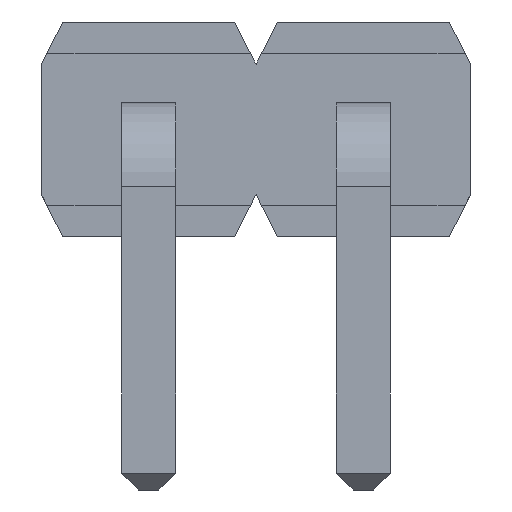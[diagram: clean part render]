
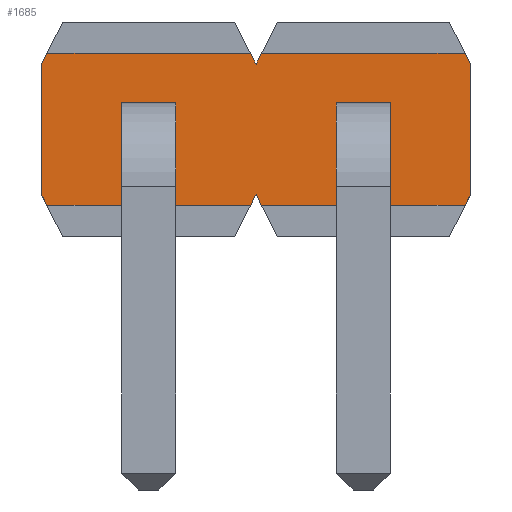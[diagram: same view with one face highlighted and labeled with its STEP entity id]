
A CAD part, left-side view. The second image highlights one B-rep face of the part: STEP entity #1685.
In plain terms, the highlighted face is planar.
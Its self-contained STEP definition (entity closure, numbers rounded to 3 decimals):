
#136=ORIENTED_EDGE('',*,*,#440,.T.);
#137=ORIENTED_EDGE('',*,*,#441,.T.);
#138=ORIENTED_EDGE('',*,*,#442,.T.);
#139=ORIENTED_EDGE('',*,*,#443,.T.);
#140=ORIENTED_EDGE('',*,*,#423,.T.);
#141=ORIENTED_EDGE('',*,*,#414,.T.);
#142=ORIENTED_EDGE('',*,*,#388,.F.);
#143=ORIENTED_EDGE('',*,*,#428,.T.);
#144=ORIENTED_EDGE('',*,*,#444,.F.);
#145=ORIENTED_EDGE('',*,*,#403,.T.);
#146=ORIENTED_EDGE('',*,*,#386,.T.);
#147=ORIENTED_EDGE('',*,*,#395,.T.);
#148=ORIENTED_EDGE('',*,*,#400,.T.);
#149=ORIENTED_EDGE('',*,*,#382,.T.);
#150=ORIENTED_EDGE('',*,*,#391,.T.);
#151=ORIENTED_EDGE('',*,*,#438,.F.);
#152=ORIENTED_EDGE('',*,*,#409,.T.);
#153=ORIENTED_EDGE('',*,*,#434,.F.);
#154=ORIENTED_EDGE('',*,*,#445,.T.);
#155=ORIENTED_EDGE('',*,*,#446,.T.);
#156=ORIENTED_EDGE('',*,*,#447,.T.);
#157=ORIENTED_EDGE('',*,*,#448,.T.);
#382=EDGE_CURVE('',#550,#551,#660,.T.);
#386=EDGE_CURVE('',#552,#555,#664,.T.);
#388=EDGE_CURVE('',#557,#558,#666,.T.);
#391=EDGE_CURVE('',#551,#560,#669,.T.);
#395=EDGE_CURVE('',#555,#563,#673,.T.);
#400=EDGE_CURVE('',#563,#550,#678,.T.);
#403=EDGE_CURVE('',#568,#552,#681,.T.);
#409=EDGE_CURVE('',#574,#572,#687,.T.);
#414=EDGE_CURVE('',#578,#558,#692,.T.);
#423=EDGE_CURVE('',#583,#578,#701,.T.);
#428=EDGE_CURVE('',#557,#589,#706,.T.);
#434=EDGE_CURVE('',#583,#572,#712,.T.);
#438=EDGE_CURVE('',#574,#560,#716,.T.);
#440=EDGE_CURVE('',#590,#591,#718,.T.);
#441=EDGE_CURVE('',#591,#592,#719,.T.);
#442=EDGE_CURVE('',#592,#593,#720,.T.);
#443=EDGE_CURVE('',#593,#590,#721,.T.);
#444=EDGE_CURVE('',#568,#589,#722,.T.);
#445=EDGE_CURVE('',#594,#595,#723,.T.);
#446=EDGE_CURVE('',#595,#596,#724,.T.);
#447=EDGE_CURVE('',#596,#597,#725,.T.);
#448=EDGE_CURVE('',#597,#594,#726,.T.);
#550=VERTEX_POINT('',#2146);
#551=VERTEX_POINT('',#2148);
#552=VERTEX_POINT('',#2152);
#555=VERTEX_POINT('',#2157);
#557=VERTEX_POINT('',#2162);
#558=VERTEX_POINT('',#2164);
#560=VERTEX_POINT('',#2170);
#563=VERTEX_POINT('',#2178);
#568=VERTEX_POINT('',#2193);
#572=VERTEX_POINT('',#2203);
#574=VERTEX_POINT('',#2206);
#578=VERTEX_POINT('',#2216);
#583=VERTEX_POINT('',#2227);
#589=VERTEX_POINT('',#2242);
#590=VERTEX_POINT('',#2266);
#591=VERTEX_POINT('',#2267);
#592=VERTEX_POINT('',#2269);
#593=VERTEX_POINT('',#2271);
#594=VERTEX_POINT('',#2275);
#595=VERTEX_POINT('',#2276);
#596=VERTEX_POINT('',#2278);
#597=VERTEX_POINT('',#2280);
#660=LINE('',#2149,#822);
#664=LINE('',#2158,#826);
#666=LINE('',#2163,#828);
#669=LINE('',#2169,#831);
#673=LINE('',#2177,#835);
#678=LINE('',#2187,#840);
#681=LINE('',#2192,#843);
#687=LINE('',#2205,#849);
#692=LINE('',#2215,#854);
#701=LINE('',#2233,#863);
#706=LINE('',#2243,#868);
#712=LINE('',#2253,#874);
#716=LINE('',#2262,#878);
#718=LINE('',#2265,#880);
#719=LINE('',#2268,#881);
#720=LINE('',#2270,#882);
#721=LINE('',#2272,#883);
#722=LINE('',#2273,#884);
#723=LINE('',#2274,#885);
#724=LINE('',#2277,#886);
#725=LINE('',#2279,#887);
#726=LINE('',#2281,#888);
#822=VECTOR('',#1828,1000.);
#826=VECTOR('',#1834,1000.);
#828=VECTOR('',#1838,1000.);
#831=VECTOR('',#1843,1000.);
#835=VECTOR('',#1849,1000.);
#840=VECTOR('',#1856,1000.);
#843=VECTOR('',#1861,1000.);
#849=VECTOR('',#1869,1000.);
#854=VECTOR('',#1876,1000.);
#863=VECTOR('',#1887,1000.);
#868=VECTOR('',#1894,1000.);
#874=VECTOR('',#1908,1000.);
#878=VECTOR('',#1922,1000.);
#880=VECTOR('',#1926,1000.);
#881=VECTOR('',#1927,1000.);
#882=VECTOR('',#1928,1000.);
#883=VECTOR('',#1929,1000.);
#884=VECTOR('',#1930,1000.);
#885=VECTOR('',#1931,1000.);
#886=VECTOR('',#1932,1000.);
#887=VECTOR('',#1933,1000.);
#888=VECTOR('',#1934,1000.);
#999=EDGE_LOOP('',(#136,#137,#138,#139));
#1000=EDGE_LOOP('',(#140,#141,#142,#143,#144,#145,#146,#147,#148,#149,#150,
#151,#152,#153));
#1001=EDGE_LOOP('',(#154,#155,#156,#157));
#1071=FACE_BOUND('',#999,.T.);
#1072=FACE_BOUND('',#1000,.T.);
#1073=FACE_BOUND('',#1001,.T.);
#1143=PLANE('',#1760);
#1685=ADVANCED_FACE('',(#1071,#1072,#1073),#1143,.T.);
#1760=AXIS2_PLACEMENT_3D('',#2264,#1924,#1925);
#1828=DIRECTION('',(1.,0.,0.));
#1834=DIRECTION('',(1.,0.,0.));
#1838=DIRECTION('',(1.,0.,0.));
#1843=DIRECTION('',(0.447,-0.894,0.));
#1849=DIRECTION('',(0.447,-0.894,0.));
#1856=DIRECTION('',(0.447,0.894,0.));
#1861=DIRECTION('',(0.447,0.894,0.));
#1869=DIRECTION('',(-0.447,-0.894,0.));
#1876=DIRECTION('',(-0.447,-0.894,0.));
#1887=DIRECTION('',(-0.447,0.894,0.));
#1894=DIRECTION('',(-0.447,0.894,0.));
#1908=DIRECTION('',(1.,0.,0.));
#1922=DIRECTION('',(0.,1.,0.));
#1924=DIRECTION('',(0.,0.,-1.));
#1925=DIRECTION('',(0.,1.,0.));
#1926=DIRECTION('',(-1.,0.,0.));
#1927=DIRECTION('',(0.,-1.,0.));
#1928=DIRECTION('',(1.,0.,0.));
#1929=DIRECTION('',(0.,1.,0.));
#1930=DIRECTION('',(0.,-1.,0.));
#1931=DIRECTION('',(-1.,0.,0.));
#1932=DIRECTION('',(0.,-1.,0.));
#1933=DIRECTION('',(1.,0.,0.));
#1934=DIRECTION('',(0.,1.,0.));
#2146=CARTESIAN_POINT('',(0.065,0.9,-0.77));
#2148=CARTESIAN_POINT('',(2.475,0.9,-0.77));
#2149=CARTESIAN_POINT('',(-3.682,0.9,-0.77));
#2152=CARTESIAN_POINT('',(-2.475,0.9,-0.77));
#2157=CARTESIAN_POINT('',(-0.065,0.9,-0.77));
#2158=CARTESIAN_POINT('',(-3.682,0.9,-0.77));
#2162=CARTESIAN_POINT('',(-2.475,-0.9,-0.77));
#2163=CARTESIAN_POINT('',(-3.682,-0.9,-0.77));
#2164=CARTESIAN_POINT('',(-0.065,-0.9,-0.77));
#2169=CARTESIAN_POINT('',(2.29,1.27,-0.77));
#2170=CARTESIAN_POINT('',(2.54,0.77,-0.77));
#2177=CARTESIAN_POINT('',(-0.25,1.27,-0.77));
#2178=CARTESIAN_POINT('',(0.,0.77,-0.77));
#2187=CARTESIAN_POINT('',(0.,0.77,-0.77));
#2192=CARTESIAN_POINT('',(-2.54,0.77,-0.77));
#2193=CARTESIAN_POINT('',(-2.54,0.77,-0.77));
#2203=CARTESIAN_POINT('',(2.475,-0.9,-0.77));
#2205=CARTESIAN_POINT('',(2.54,-0.77,-0.77));
#2206=CARTESIAN_POINT('',(2.54,-0.77,-0.77));
#2215=CARTESIAN_POINT('',(0.,-0.77,-0.77));
#2216=CARTESIAN_POINT('',(0.,-0.77,-0.77));
#2227=CARTESIAN_POINT('',(0.065,-0.9,-0.77));
#2233=CARTESIAN_POINT('',(0.25,-1.27,-0.77));
#2242=CARTESIAN_POINT('',(-2.54,-0.77,-0.77));
#2243=CARTESIAN_POINT('',(-2.29,-1.27,-0.77));
#2253=CARTESIAN_POINT('',(-3.682,-0.9,-0.77));
#2262=CARTESIAN_POINT('',(2.54,-0.9,-0.77));
#2264=CARTESIAN_POINT('',(-3.682,-0.9,-0.77));
#2265=CARTESIAN_POINT('',(-3.682,0.32,-0.77));
#2266=CARTESIAN_POINT('',(1.59,0.32,-0.77));
#2267=CARTESIAN_POINT('',(0.95,0.32,-0.77));
#2268=CARTESIAN_POINT('',(0.95,-0.9,-0.77));
#2269=CARTESIAN_POINT('',(0.95,-0.32,-0.77));
#2270=CARTESIAN_POINT('',(-3.682,-0.32,-0.77));
#2271=CARTESIAN_POINT('',(1.59,-0.32,-0.77));
#2272=CARTESIAN_POINT('',(1.59,-0.9,-0.77));
#2273=CARTESIAN_POINT('',(-2.54,-1.27,-0.77));
#2274=CARTESIAN_POINT('',(-3.682,0.32,-0.77));
#2275=CARTESIAN_POINT('',(-0.95,0.32,-0.77));
#2276=CARTESIAN_POINT('',(-1.59,0.32,-0.77));
#2277=CARTESIAN_POINT('',(-1.59,-0.9,-0.77));
#2278=CARTESIAN_POINT('',(-1.59,-0.32,-0.77));
#2279=CARTESIAN_POINT('',(-3.682,-0.32,-0.77));
#2280=CARTESIAN_POINT('',(-0.95,-0.32,-0.77));
#2281=CARTESIAN_POINT('',(-0.95,-0.9,-0.77));
